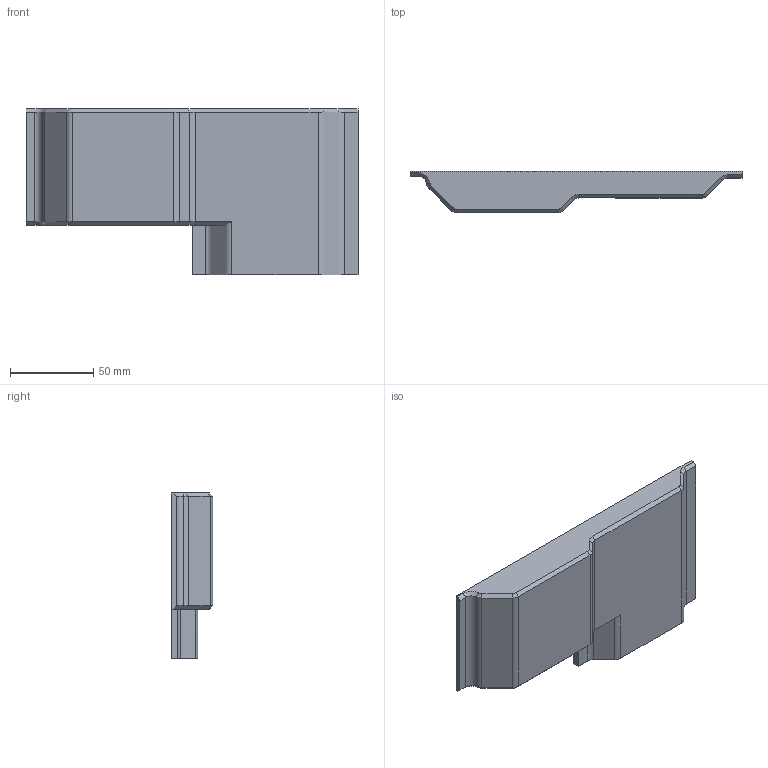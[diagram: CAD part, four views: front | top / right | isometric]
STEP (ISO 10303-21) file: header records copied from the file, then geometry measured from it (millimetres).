
FILE_DESCRIPTION(/* description */ (''),/* implementation_level */ '2;1');
FILE_NAME(/* name */ 'Capa geladeira Emoes v3.step',/* time_stamp */ '2024-10-22T14:02:29-03:00',/* author */ (''),/* organization */ (''),/* preprocessor_version */ 'ST-DEVELOPER v20',/* originating_system */ 'Autodesk Translation Framework v13.20.0.188',/* authorisation */ '');
FILE_SCHEMA (('AUTOMOTIVE_DESIGN { 1 0 10303 214 3 1 1 }'));
Length unit declared in the file: millimetre
Products named in the file (1): Capa geladeira Emoções
Bounding box: 200 x 25 x 100 mm (x, y, z)
Volume: 91016 mm3; surface area: 48055.7 mm2
Topology: 1 solids, 1 shells, 67 faces, 173 edges, 108 vertices
Faces by surface type: plane 37, cylinder 18, cone 12
Entity records: 2052 total; most frequent: DIRECTION 357, CARTESIAN_POINT 349, ORIENTED_EDGE 346, EDGE_CURVE 173, LINE 125, VECTOR 125, AXIS2_PLACEMENT_3D 116, VERTEX_POINT 108
